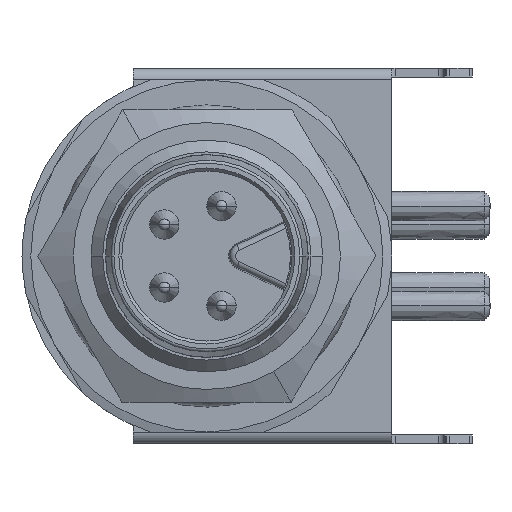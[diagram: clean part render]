
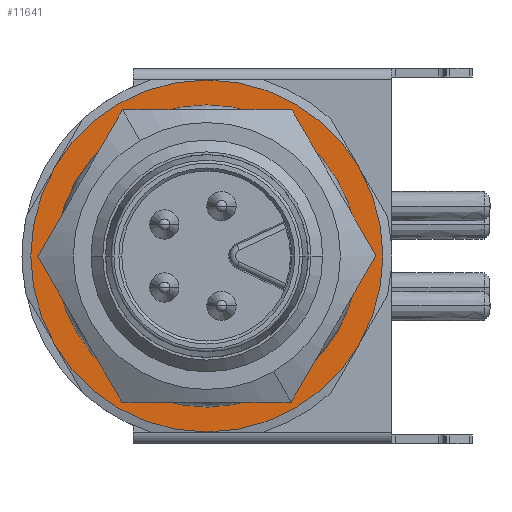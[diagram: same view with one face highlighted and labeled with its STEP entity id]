
A CAD part, left-side view. The second image highlights one B-rep face of the part: STEP entity #11641.
In plain terms, the highlighted planar face has unit normal (-1, 0, 0).
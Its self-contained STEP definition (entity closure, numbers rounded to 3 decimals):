
#2539=CARTESIAN_POINT('',(-5.,0.,0.));
#2540=DIRECTION('',(1.,0.,0.));
#2541=DIRECTION('',(0.,0.,-1.));
#2542=AXIS2_PLACEMENT_3D('',#2539,#2540,#2541);
#2544=CARTESIAN_POINT('',(-5.,0.,0.));
#2545=DIRECTION('',(1.,0.,0.));
#2546=DIRECTION('',(0.,0.866,-0.5));
#2547=AXIS2_PLACEMENT_3D('',#2544,#2545,#2546);
#2549=CARTESIAN_POINT('',(-5.,0.,0.));
#2550=DIRECTION('',(1.,0.,0.));
#2551=DIRECTION('',(0.,0.866,0.5));
#2552=AXIS2_PLACEMENT_3D('',#2549,#2550,#2551);
#2554=CARTESIAN_POINT('',(-5.,0.,0.));
#2555=DIRECTION('',(1.,0.,0.));
#2556=DIRECTION('',(0.,0.,1.));
#2557=AXIS2_PLACEMENT_3D('',#2554,#2555,#2556);
#2559=CARTESIAN_POINT('',(-5.,0.,0.));
#2560=DIRECTION('',(1.,0.,0.));
#2561=DIRECTION('',(0.,-0.866,0.5));
#2562=AXIS2_PLACEMENT_3D('',#2559,#2560,#2561);
#2564=CARTESIAN_POINT('',(-5.,0.,0.));
#2565=DIRECTION('',(1.,0.,0.));
#2566=DIRECTION('',(0.,-0.866,-0.5));
#2567=AXIS2_PLACEMENT_3D('',#2564,#2565,#2566);
#2569=CARTESIAN_POINT('',(-5.,0.,0.));
#2570=DIRECTION('',(-1.,0.,0.));
#2571=DIRECTION('',(0.,1.,0.));
#2572=AXIS2_PLACEMENT_3D('',#2569,#2570,#2571);
#2574=CARTESIAN_POINT('',(-5.,0.,0.));
#2575=DIRECTION('',(-1.,0.,0.));
#2576=DIRECTION('',(0.,-1.,0.));
#2577=AXIS2_PLACEMENT_3D('',#2574,#2575,#2576);
#5926=CARTESIAN_POINT('',(-5.,0.,-6.));
#5927=CARTESIAN_POINT('',(-5.,5.196,-3.));
#5928=VERTEX_POINT('',#5926);
#5929=VERTEX_POINT('',#5927);
#5930=CARTESIAN_POINT('',(-5.,5.196,3.));
#5931=VERTEX_POINT('',#5930);
#5932=CARTESIAN_POINT('',(-5.,0.,6.));
#5933=VERTEX_POINT('',#5932);
#5934=CARTESIAN_POINT('',(-5.,-5.196,3.));
#5935=VERTEX_POINT('',#5934);
#5936=CARTESIAN_POINT('',(-5.,-5.196,-3.));
#5937=VERTEX_POINT('',#5936);
#6600=CARTESIAN_POINT('',(-5.,4.208,0.));
#6601=CARTESIAN_POINT('',(-5.,-4.208,0.));
#6602=VERTEX_POINT('',#6600);
#6603=VERTEX_POINT('',#6601);
#11617=CARTESIAN_POINT('',(-5.,0.,0.));
#11618=DIRECTION('',(1.,0.,0.));
#11619=DIRECTION('',(0.,-1.,0.));
#11620=AXIS2_PLACEMENT_3D('',#11617,#11618,#11619);
#11621=PLANE('',#11620);
#11623=ORIENTED_EDGE('',*,*,#11622,.T.);
#11625=ORIENTED_EDGE('',*,*,#11624,.T.);
#11627=ORIENTED_EDGE('',*,*,#11626,.T.);
#11628=ORIENTED_EDGE('',*,*,#11612,.T.);
#11630=ORIENTED_EDGE('',*,*,#11629,.T.);
#11632=ORIENTED_EDGE('',*,*,#11631,.T.);
#11633=EDGE_LOOP('',(#11623,#11625,#11627,#11628,#11630,#11632));
#11634=FACE_OUTER_BOUND('',#11633,.F.);
#11636=ORIENTED_EDGE('',*,*,#11635,.T.);
#11638=ORIENTED_EDGE('',*,*,#11637,.T.);
#11639=EDGE_LOOP('',(#11636,#11638));
#11640=FACE_BOUND('',#11639,.F.);
#11641=ADVANCED_FACE('',(#11634,#11640),#11621,.F.);
#2543=CIRCLE('',#2542,6.);
#2548=CIRCLE('',#2547,6.);
#2553=CIRCLE('',#2552,6.);
#2558=CIRCLE('',#2557,6.);
#2563=CIRCLE('',#2562,6.);
#2568=CIRCLE('',#2567,6.);
#2573=CIRCLE('',#2572,4.208);
#2578=CIRCLE('',#2577,4.208);
#11612=EDGE_CURVE('',#5933,#5935,#2558,.T.);
#11622=EDGE_CURVE('',#5928,#5929,#2543,.T.);
#11624=EDGE_CURVE('',#5929,#5931,#2548,.T.);
#11626=EDGE_CURVE('',#5931,#5933,#2553,.T.);
#11629=EDGE_CURVE('',#5935,#5937,#2563,.T.);
#11631=EDGE_CURVE('',#5937,#5928,#2568,.T.);
#11635=EDGE_CURVE('',#6602,#6603,#2573,.T.);
#11637=EDGE_CURVE('',#6603,#6602,#2578,.T.);
